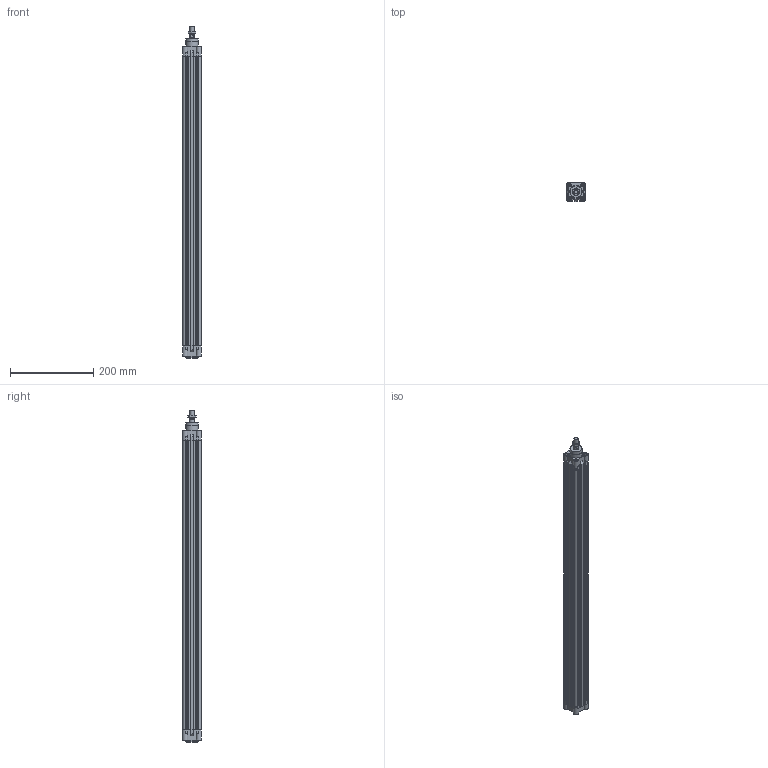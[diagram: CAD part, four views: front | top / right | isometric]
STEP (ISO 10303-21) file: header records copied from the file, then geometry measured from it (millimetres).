
FILE_DESCRIPTION( ( 'STEP AP214' ), ' ' );
FILE_NAME( '163302_DNC-32-650-P-A.stp', '2018-02-08T13:08:36', ( '' ), ( '' ), ' ', 'PARTsolutions', ' ' );
FILE_SCHEMA( ( 'AUTOMOTIVE_DESIGN { 1 0 10303 214 1 1 1 1 }' ) );
Length unit declared in the file: millimetre
Products named in the file (4): 163302 DNC-32-650-P-A---(asm_0); HI_163302 DNC-32-650---(ZR); _DNC-32-650---(KS); _DIN-439-B - M10x1.25(F)
Assembly tree (3 placements, depth 2):
  163302 DNC-32-650-P-A---(asm_0)
    HI_163302 DNC-32-650---(ZR)
    _DNC-32-650---(KS)
    _DIN-439-B - M10x1.25(F)
Bounding box: 45.5 x 45.5 x 796 mm (x, y, z)
Volume: 852550.2 mm3; surface area: 301369.1 mm2
Topology: 3 solids, 3 shells, 612 faces, 1663 edges, 1085 vertices
Faces by surface type: plane 424, cylinder 139, cone 49
Full cylindrical faces by diameter (mm): 4.134 x2, 4.917 x8, 6 x8, 8 x2, 8.566 x2, 8.647 x1, 9 x8, 9.5 x8, 10 x1, 12 x2, 29 x1, 30 x2, 32 x2
Entity records: 23590 total; most frequent: CARTESIAN_POINT 3888, ORIENTED_EDGE 3074, DIRECTION 2872, EDGE_CURVE 1537, VERTEX_POINT 1063, LINE 1002, VECTOR 1002, AXIS2_PLACEMENT_3D 935
